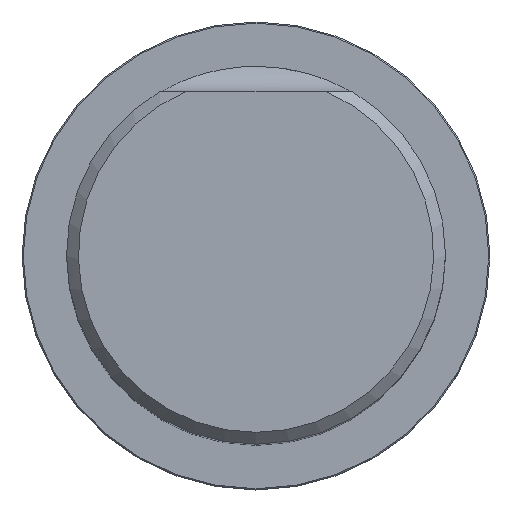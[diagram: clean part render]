
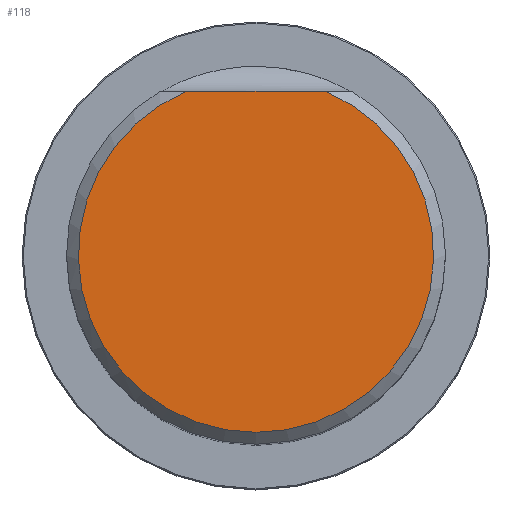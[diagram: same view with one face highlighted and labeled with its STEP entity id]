
A CAD part, top view. The second image highlights one B-rep face of the part: STEP entity #118.
In plain terms, the highlighted planar face has unit normal (0, 0, 1).
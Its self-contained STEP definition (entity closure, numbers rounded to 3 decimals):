
#100=PLANE('',#344);
#104=FACE_OUTER_BOUND('',#160,.T.);
#109=LINE('',#468,#113);
#113=VECTOR('',#391,1.);
#118=ADVANCED_FACE('CU_SU_1',(#104),#100,.T.);
#160=EDGE_LOOP('',(#185,#186));
#185=ORIENTED_EDGE('',*,*,#239,.F.);
#186=ORIENTED_EDGE('',*,*,#240,.F.);
#223=VERTEX_POINT('',#466);
#224=VERTEX_POINT('',#467);
#239=EDGE_CURVE('',#223,#224,#258,.T.);
#240=EDGE_CURVE('',#224,#223,#109,.T.);
#258=CIRCLE('',#343,14.996);
#343=AXIS2_PLACEMENT_3D('',#465,#389,#390);
#344=AXIS2_PLACEMENT_3D('',#469,#392,#393);
#389=DIRECTION('',(0.,0.,-1.));
#390=DIRECTION('',(1.,0.,0.));
#391=DIRECTION('',(1.,0.,0.));
#392=DIRECTION('',(0.,0.,1.));
#393=DIRECTION('',(1.,0.,0.));
#465=CARTESIAN_POINT('',(0.,0.,60.));
#466=CARTESIAN_POINT('',(5.859,13.804,60.));
#467=CARTESIAN_POINT('',(-5.859,13.804,60.));
#468=CARTESIAN_POINT('',(-50.,13.804,60.));
#469=CARTESIAN_POINT('',(0.,0.,60.));
